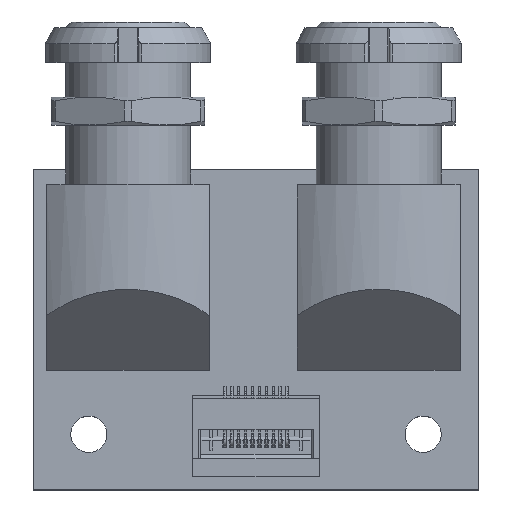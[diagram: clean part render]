
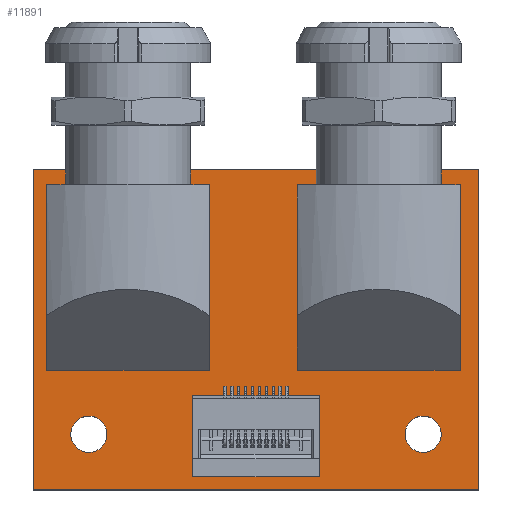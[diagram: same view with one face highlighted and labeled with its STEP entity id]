
A CAD part, top view. The second image highlights one B-rep face of the part: STEP entity #11891.
In plain terms, the highlighted planar face has unit normal (0, 0, 1).
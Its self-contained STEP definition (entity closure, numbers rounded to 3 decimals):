
#850=FACE_BOUND('',#2155,.T.);
#851=FACE_BOUND('',#2156,.T.);
#852=FACE_BOUND('',#2157,.T.);
#853=FACE_BOUND('',#2158,.T.);
#854=FACE_BOUND('',#2159,.T.);
#855=FACE_BOUND('',#2160,.T.);
#856=FACE_BOUND('',#2161,.T.);
#857=FACE_BOUND('',#2162,.T.);
#858=FACE_BOUND('',#2163,.T.);
#859=FACE_BOUND('',#2164,.T.);
#860=FACE_BOUND('',#2165,.T.);
#861=FACE_BOUND('',#2166,.T.);
#862=FACE_BOUND('',#2167,.T.);
#863=FACE_BOUND('',#2168,.T.);
#864=FACE_BOUND('',#2169,.T.);
#865=FACE_BOUND('',#2170,.T.);
#866=FACE_BOUND('',#2171,.T.);
#867=FACE_BOUND('',#2172,.T.);
#868=FACE_BOUND('',#2173,.T.);
#869=FACE_BOUND('',#2174,.T.);
#898=CIRCLE('',#12714,1.3);
#900=CIRCLE('',#12717,0.4);
#902=CIRCLE('',#12720,0.4);
#904=CIRCLE('',#12723,0.4);
#906=CIRCLE('',#12726,0.4);
#908=CIRCLE('',#12729,0.4);
#910=CIRCLE('',#12732,0.4);
#912=CIRCLE('',#12735,0.4);
#914=CIRCLE('',#12738,0.4);
#916=CIRCLE('',#12741,0.4);
#918=CIRCLE('',#12744,0.4);
#920=CIRCLE('',#12747,0.4);
#922=CIRCLE('',#12750,1.3);
#924=CIRCLE('',#12753,0.4);
#926=CIRCLE('',#12756,0.4);
#928=CIRCLE('',#12759,0.4);
#930=CIRCLE('',#12762,0.4);
#932=CIRCLE('',#12765,0.4);
#934=CIRCLE('',#12768,0.4);
#936=CIRCLE('',#12771,0.4);
#1511=FACE_OUTER_BOUND('',#2154,.T.);
#2154=EDGE_LOOP('',(#8145,#8146,#8147,#8148));
#2155=EDGE_LOOP('',(#8149));
#2156=EDGE_LOOP('',(#8150));
#2157=EDGE_LOOP('',(#8151));
#2158=EDGE_LOOP('',(#8152));
#2159=EDGE_LOOP('',(#8153));
#2160=EDGE_LOOP('',(#8154));
#2161=EDGE_LOOP('',(#8155));
#2162=EDGE_LOOP('',(#8156));
#2163=EDGE_LOOP('',(#8157));
#2164=EDGE_LOOP('',(#8158));
#2165=EDGE_LOOP('',(#8159));
#2166=EDGE_LOOP('',(#8160));
#2167=EDGE_LOOP('',(#8161));
#2168=EDGE_LOOP('',(#8162));
#2169=EDGE_LOOP('',(#8163));
#2170=EDGE_LOOP('',(#8164));
#2171=EDGE_LOOP('',(#8165));
#2172=EDGE_LOOP('',(#8166));
#2173=EDGE_LOOP('',(#8167));
#2174=EDGE_LOOP('',(#8168));
#2801=LINE('',#17308,#3990);
#2804=LINE('',#17314,#3993);
#2807=LINE('',#17320,#3996);
#2810=LINE('',#17325,#3999);
#3990=VECTOR('',#13850,1.);
#3993=VECTOR('',#13855,1.);
#3996=VECTOR('',#13860,1.);
#3999=VECTOR('',#13865,1.);
#5179=VERTEX_POINT('',#17305);
#5180=VERTEX_POINT('',#17307);
#5182=VERTEX_POINT('',#17313);
#5184=VERTEX_POINT('',#17319);
#5186=VERTEX_POINT('',#17328);
#5188=VERTEX_POINT('',#17334);
#5190=VERTEX_POINT('',#17340);
#5192=VERTEX_POINT('',#17346);
#5194=VERTEX_POINT('',#17352);
#5196=VERTEX_POINT('',#17358);
#5198=VERTEX_POINT('',#17364);
#5200=VERTEX_POINT('',#17370);
#5202=VERTEX_POINT('',#17376);
#5204=VERTEX_POINT('',#17382);
#5206=VERTEX_POINT('',#17388);
#5208=VERTEX_POINT('',#17394);
#5210=VERTEX_POINT('',#17400);
#5212=VERTEX_POINT('',#17406);
#5214=VERTEX_POINT('',#17412);
#5216=VERTEX_POINT('',#17418);
#5218=VERTEX_POINT('',#17424);
#5220=VERTEX_POINT('',#17430);
#5222=VERTEX_POINT('',#17436);
#5224=VERTEX_POINT('',#17442);
#6295=EDGE_CURVE('',#5179,#5180,#2801,.T.);
#6298=EDGE_CURVE('',#5180,#5182,#2804,.T.);
#6301=EDGE_CURVE('',#5182,#5184,#2807,.T.);
#6304=EDGE_CURVE('',#5184,#5179,#2810,.T.);
#6306=EDGE_CURVE('',#5186,#5186,#898,.T.);
#6309=EDGE_CURVE('',#5188,#5188,#900,.T.);
#6312=EDGE_CURVE('',#5190,#5190,#902,.T.);
#6315=EDGE_CURVE('',#5192,#5192,#904,.T.);
#6318=EDGE_CURVE('',#5194,#5194,#906,.T.);
#6321=EDGE_CURVE('',#5196,#5196,#908,.T.);
#6324=EDGE_CURVE('',#5198,#5198,#910,.T.);
#6327=EDGE_CURVE('',#5200,#5200,#912,.T.);
#6330=EDGE_CURVE('',#5202,#5202,#914,.T.);
#6333=EDGE_CURVE('',#5204,#5204,#916,.T.);
#6336=EDGE_CURVE('',#5206,#5206,#918,.T.);
#6339=EDGE_CURVE('',#5208,#5208,#920,.T.);
#6342=EDGE_CURVE('',#5210,#5210,#922,.T.);
#6345=EDGE_CURVE('',#5212,#5212,#924,.T.);
#6348=EDGE_CURVE('',#5214,#5214,#926,.T.);
#6351=EDGE_CURVE('',#5216,#5216,#928,.T.);
#6354=EDGE_CURVE('',#5218,#5218,#930,.T.);
#6357=EDGE_CURVE('',#5220,#5220,#932,.T.);
#6360=EDGE_CURVE('',#5222,#5222,#934,.T.);
#6363=EDGE_CURVE('',#5224,#5224,#936,.T.);
#8145=ORIENTED_EDGE('',*,*,#6295,.F.);
#8146=ORIENTED_EDGE('',*,*,#6304,.F.);
#8147=ORIENTED_EDGE('',*,*,#6301,.F.);
#8148=ORIENTED_EDGE('',*,*,#6298,.F.);
#8149=ORIENTED_EDGE('',*,*,#6306,.F.);
#8150=ORIENTED_EDGE('',*,*,#6309,.F.);
#8151=ORIENTED_EDGE('',*,*,#6312,.F.);
#8152=ORIENTED_EDGE('',*,*,#6315,.F.);
#8153=ORIENTED_EDGE('',*,*,#6318,.F.);
#8154=ORIENTED_EDGE('',*,*,#6321,.F.);
#8155=ORIENTED_EDGE('',*,*,#6324,.F.);
#8156=ORIENTED_EDGE('',*,*,#6327,.F.);
#8157=ORIENTED_EDGE('',*,*,#6330,.F.);
#8158=ORIENTED_EDGE('',*,*,#6333,.F.);
#8159=ORIENTED_EDGE('',*,*,#6336,.F.);
#8160=ORIENTED_EDGE('',*,*,#6339,.F.);
#8161=ORIENTED_EDGE('',*,*,#6342,.F.);
#8162=ORIENTED_EDGE('',*,*,#6345,.F.);
#8163=ORIENTED_EDGE('',*,*,#6348,.F.);
#8164=ORIENTED_EDGE('',*,*,#6351,.F.);
#8165=ORIENTED_EDGE('',*,*,#6354,.F.);
#8166=ORIENTED_EDGE('',*,*,#6357,.F.);
#8167=ORIENTED_EDGE('',*,*,#6360,.F.);
#8168=ORIENTED_EDGE('',*,*,#6363,.F.);
#11492=PLANE('',#12774);
#11891=ADVANCED_FACE('',(#1511,#850,#851,#852,#853,#854,#855,#856,#857,
#858,#859,#860,#861,#862,#863,#864,#865,#866,#867,#868,#869),#11492,.F.);
#12714=AXIS2_PLACEMENT_3D('',#17329,#13869,#13870);
#12717=AXIS2_PLACEMENT_3D('',#17335,#13876,#13877);
#12720=AXIS2_PLACEMENT_3D('',#17341,#13883,#13884);
#12723=AXIS2_PLACEMENT_3D('',#17347,#13890,#13891);
#12726=AXIS2_PLACEMENT_3D('',#17353,#13897,#13898);
#12729=AXIS2_PLACEMENT_3D('',#17359,#13904,#13905);
#12732=AXIS2_PLACEMENT_3D('',#17365,#13911,#13912);
#12735=AXIS2_PLACEMENT_3D('',#17371,#13918,#13919);
#12738=AXIS2_PLACEMENT_3D('',#17377,#13925,#13926);
#12741=AXIS2_PLACEMENT_3D('',#17383,#13932,#13933);
#12744=AXIS2_PLACEMENT_3D('',#17389,#13939,#13940);
#12747=AXIS2_PLACEMENT_3D('',#17395,#13946,#13947);
#12750=AXIS2_PLACEMENT_3D('',#17401,#13953,#13954);
#12753=AXIS2_PLACEMENT_3D('',#17407,#13960,#13961);
#12756=AXIS2_PLACEMENT_3D('',#17413,#13967,#13968);
#12759=AXIS2_PLACEMENT_3D('',#17419,#13974,#13975);
#12762=AXIS2_PLACEMENT_3D('',#17425,#13981,#13982);
#12765=AXIS2_PLACEMENT_3D('',#17431,#13988,#13989);
#12768=AXIS2_PLACEMENT_3D('',#17437,#13995,#13996);
#12771=AXIS2_PLACEMENT_3D('',#17443,#14002,#14003);
#12774=AXIS2_PLACEMENT_3D('',#17448,#14009,#14010);
#13850=DIRECTION('',(0.,1.,0.));
#13855=DIRECTION('',(1.,0.,0.));
#13860=DIRECTION('',(0.,-1.,0.));
#13865=DIRECTION('',(-1.,0.,0.));
#13869=DIRECTION('center_axis',(0.,0.,1.));
#13870=DIRECTION('ref_axis',(1.,0.,0.));
#13876=DIRECTION('center_axis',(0.,0.,1.));
#13877=DIRECTION('ref_axis',(1.,0.,0.));
#13883=DIRECTION('center_axis',(0.,0.,1.));
#13884=DIRECTION('ref_axis',(1.,0.,0.));
#13890=DIRECTION('center_axis',(0.,0.,1.));
#13891=DIRECTION('ref_axis',(1.,0.,0.));
#13897=DIRECTION('center_axis',(0.,0.,1.));
#13898=DIRECTION('ref_axis',(1.,0.,0.));
#13904=DIRECTION('center_axis',(0.,0.,1.));
#13905=DIRECTION('ref_axis',(1.,0.,0.));
#13911=DIRECTION('center_axis',(0.,0.,1.));
#13912=DIRECTION('ref_axis',(1.,0.,0.));
#13918=DIRECTION('center_axis',(0.,0.,1.));
#13919=DIRECTION('ref_axis',(1.,0.,0.));
#13925=DIRECTION('center_axis',(0.,0.,1.));
#13926=DIRECTION('ref_axis',(1.,0.,0.));
#13932=DIRECTION('center_axis',(0.,0.,1.));
#13933=DIRECTION('ref_axis',(1.,0.,0.));
#13939=DIRECTION('center_axis',(0.,0.,1.));
#13940=DIRECTION('ref_axis',(1.,0.,0.));
#13946=DIRECTION('center_axis',(0.,0.,1.));
#13947=DIRECTION('ref_axis',(1.,0.,0.));
#13953=DIRECTION('center_axis',(0.,0.,1.));
#13954=DIRECTION('ref_axis',(1.,0.,0.));
#13960=DIRECTION('center_axis',(0.,0.,1.));
#13961=DIRECTION('ref_axis',(1.,0.,0.));
#13967=DIRECTION('center_axis',(0.,0.,1.));
#13968=DIRECTION('ref_axis',(1.,0.,0.));
#13974=DIRECTION('center_axis',(0.,0.,1.));
#13975=DIRECTION('ref_axis',(1.,0.,0.));
#13981=DIRECTION('center_axis',(0.,0.,1.));
#13982=DIRECTION('ref_axis',(1.,0.,0.));
#13988=DIRECTION('center_axis',(0.,0.,1.));
#13989=DIRECTION('ref_axis',(1.,0.,0.));
#13995=DIRECTION('center_axis',(0.,0.,1.));
#13996=DIRECTION('ref_axis',(1.,0.,0.));
#14002=DIRECTION('center_axis',(0.,0.,1.));
#14003=DIRECTION('ref_axis',(1.,0.,0.));
#14009=DIRECTION('center_axis',(0.,0.,-1.));
#14010=DIRECTION('ref_axis',(-1.,0.,0.));
#17305=CARTESIAN_POINT('',(0.,0.,1.69));
#17307=CARTESIAN_POINT('',(0.,23.,1.69));
#17308=CARTESIAN_POINT('',(0.,0.,1.69));
#17313=CARTESIAN_POINT('',(32.,23.,1.69));
#17314=CARTESIAN_POINT('',(0.,23.,1.69));
#17319=CARTESIAN_POINT('',(32.,0.,1.69));
#17320=CARTESIAN_POINT('',(32.,23.,1.69));
#17325=CARTESIAN_POINT('',(32.,0.,1.69));
#17328=CARTESIAN_POINT('',(2.7,4.,1.69));
#17329=CARTESIAN_POINT('Origin',(4.,4.,1.69));
#17334=CARTESIAN_POINT('',(2.6,11.38,1.69));
#17335=CARTESIAN_POINT('Origin',(3.,11.38,1.69));
#17340=CARTESIAN_POINT('',(20.6,11.38,1.69));
#17341=CARTESIAN_POINT('Origin',(21.,11.38,1.69));
#17346=CARTESIAN_POINT('',(5.14,13.92,1.69));
#17347=CARTESIAN_POINT('Origin',(5.54,13.92,1.69));
#17352=CARTESIAN_POINT('',(10.22,11.38,1.69));
#17353=CARTESIAN_POINT('Origin',(10.62,11.38,1.69));
#17358=CARTESIAN_POINT('',(5.14,16.46,1.69));
#17359=CARTESIAN_POINT('Origin',(5.54,16.46,1.69));
#17364=CARTESIAN_POINT('',(2.6,19.,1.69));
#17365=CARTESIAN_POINT('Origin',(3.,19.,1.69));
#17370=CARTESIAN_POINT('',(7.68,13.92,1.69));
#17371=CARTESIAN_POINT('Origin',(8.08,13.92,1.69));
#17376=CARTESIAN_POINT('',(7.68,16.46,1.69));
#17377=CARTESIAN_POINT('Origin',(8.08,16.46,1.69));
#17382=CARTESIAN_POINT('',(10.22,19.,1.69));
#17383=CARTESIAN_POINT('Origin',(10.62,19.,1.69));
#17388=CARTESIAN_POINT('',(25.68,11.38,1.69));
#17389=CARTESIAN_POINT('Origin',(26.08,11.38,1.69));
#17394=CARTESIAN_POINT('',(23.14,11.38,1.69));
#17395=CARTESIAN_POINT('Origin',(23.54,11.38,1.69));
#17400=CARTESIAN_POINT('',(26.7,4.,1.69));
#17401=CARTESIAN_POINT('Origin',(28.,4.,1.69));
#17406=CARTESIAN_POINT('',(25.68,13.92,1.69));
#17407=CARTESIAN_POINT('Origin',(26.08,13.92,1.69));
#17412=CARTESIAN_POINT('',(28.22,11.38,1.69));
#17413=CARTESIAN_POINT('Origin',(28.62,11.38,1.69));
#17418=CARTESIAN_POINT('',(23.14,16.46,1.69));
#17419=CARTESIAN_POINT('Origin',(23.54,16.46,1.69));
#17424=CARTESIAN_POINT('',(20.6,19.,1.69));
#17425=CARTESIAN_POINT('Origin',(21.,19.,1.69));
#17430=CARTESIAN_POINT('',(23.14,13.92,1.69));
#17431=CARTESIAN_POINT('Origin',(23.54,13.92,1.69));
#17436=CARTESIAN_POINT('',(25.68,16.46,1.69));
#17437=CARTESIAN_POINT('Origin',(26.08,16.46,1.69));
#17442=CARTESIAN_POINT('',(28.22,19.,1.69));
#17443=CARTESIAN_POINT('Origin',(28.62,19.,1.69));
#17448=CARTESIAN_POINT('Origin',(16.,11.5,1.69));
